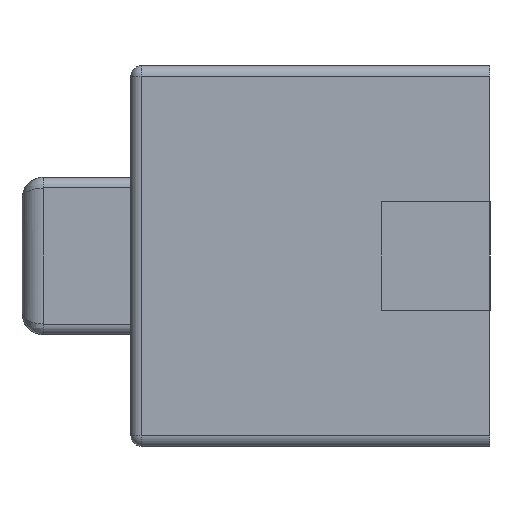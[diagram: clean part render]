
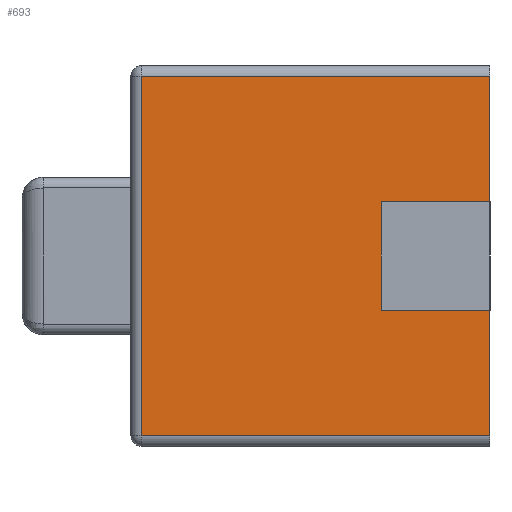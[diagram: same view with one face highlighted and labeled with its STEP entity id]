
A CAD part, left-side view. The second image highlights one B-rep face of the part: STEP entity #693.
In plain terms, the highlighted planar face has unit normal (-1, 0, 0).
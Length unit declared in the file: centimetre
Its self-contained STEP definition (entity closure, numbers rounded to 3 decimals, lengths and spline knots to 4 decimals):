
#115=FACE_OUTER_BOUND('',#159,.T.);
#159=EDGE_LOOP('',(#606,#607,#608,#609,#610,#611,#612,#613));
#178=LINE('',#1014,#242);
#182=LINE('',#1022,#246);
#185=LINE('',#1028,#249);
#210=LINE('',#1203,#274);
#215=LINE('',#1229,#279);
#219=LINE('',#1235,#283);
#223=LINE('',#1244,#287);
#224=LINE('',#1245,#288);
#242=VECTOR('',#799,1.);
#246=VECTOR('',#805,1.);
#249=VECTOR('',#810,1.);
#274=VECTOR('',#917,1.);
#279=VECTOR('',#948,1.);
#283=VECTOR('',#956,1.);
#287=VECTOR('',#970,1.);
#288=VECTOR('',#971,1.);
#302=VERTEX_POINT('',#1012);
#303=VERTEX_POINT('',#1013);
#306=VERTEX_POINT('',#1021);
#308=VERTEX_POINT('',#1027);
#335=VERTEX_POINT('',#1196);
#337=VERTEX_POINT('',#1201);
#341=VERTEX_POINT('',#1218);
#344=VERTEX_POINT('',#1225);
#362=EDGE_CURVE('',#302,#303,#178,.T.);
#366=EDGE_CURVE('',#303,#306,#182,.T.);
#369=EDGE_CURVE('',#308,#302,#185,.T.);
#418=EDGE_CURVE('',#337,#335,#210,.T.);
#431=EDGE_CURVE('',#341,#344,#215,.T.);
#435=EDGE_CURVE('',#335,#341,#219,.T.);
#439=EDGE_CURVE('',#306,#344,#223,.T.);
#440=EDGE_CURVE('',#337,#308,#224,.T.);
#606=ORIENTED_EDGE('',*,*,#366,.T.);
#607=ORIENTED_EDGE('',*,*,#439,.T.);
#608=ORIENTED_EDGE('',*,*,#431,.F.);
#609=ORIENTED_EDGE('',*,*,#435,.F.);
#610=ORIENTED_EDGE('',*,*,#418,.F.);
#611=ORIENTED_EDGE('',*,*,#440,.T.);
#612=ORIENTED_EDGE('',*,*,#369,.T.);
#613=ORIENTED_EDGE('',*,*,#362,.T.);
#650=PLANE('',#766);
#693=ADVANCED_FACE('',(#115),#650,.T.);
#766=AXIS2_PLACEMENT_3D('',#1243,#968,#969);
#799=DIRECTION('',(0.,0.,1.));
#805=DIRECTION('',(0.,-1.,0.));
#810=DIRECTION('',(0.,1.,0.));
#917=DIRECTION('',(0.,1.,0.));
#948=DIRECTION('',(0.,-1.,0.));
#956=DIRECTION('',(0.,0.,1.));
#968=DIRECTION('center_axis',(-1.,0.,0.));
#969=DIRECTION('ref_axis',(0.,0.,1.));
#970=DIRECTION('',(0.,0.,1.));
#971=DIRECTION('',(0.,0.,1.));
#1012=CARTESIAN_POINT('',(-0.3,0.1,-0.05));
#1013=CARTESIAN_POINT('',(-0.3,0.1,0.05));
#1014=CARTESIAN_POINT('',(-0.3,0.1,-0.0625));
#1021=CARTESIAN_POINT('',(-0.3,0.,0.05));
#1022=CARTESIAN_POINT('',(-0.3,0.,0.05));
#1027=CARTESIAN_POINT('',(-0.3,0.,-0.05));
#1028=CARTESIAN_POINT('',(-0.3,0.05,-0.05));
#1196=CARTESIAN_POINT('',(-0.3,0.32,-0.165));
#1201=CARTESIAN_POINT('',(-0.3,0.,-0.165));
#1203=CARTESIAN_POINT('',(-0.3,0.,-0.165));
#1218=CARTESIAN_POINT('',(-0.3,0.32,0.165));
#1225=CARTESIAN_POINT('',(-0.3,0.,0.165));
#1229=CARTESIAN_POINT('',(-0.3,0.,0.165));
#1235=CARTESIAN_POINT('',(-0.3,0.32,-0.0875));
#1243=CARTESIAN_POINT('Origin',(-0.3,0.,-0.175));
#1244=CARTESIAN_POINT('',(-0.3,0.,-0.175));
#1245=CARTESIAN_POINT('',(-0.3,0.,-0.175));
